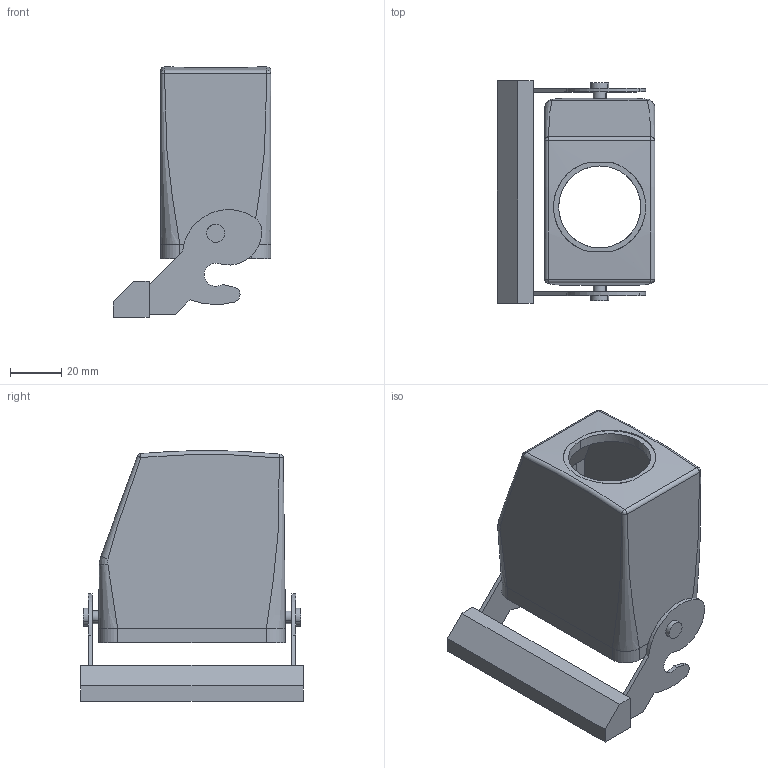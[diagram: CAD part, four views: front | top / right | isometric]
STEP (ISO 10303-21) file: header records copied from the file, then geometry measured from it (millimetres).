
FILE_DESCRIPTION(('CATIA V5 STEP Exchange','CAx-IF Rec.Pracs.--- Model Styling and Organization---1.4--- 2014-01-23'),'2;1');
FILE_NAME ('13181771_4', '2019-10-26T08:57:48+00:00', ('none'), ('Weidmueller'), 'CATIA Version 5-6 Release 2016 SP3 HF44', 'CATIA V5 STEP AP214', 'none');
FILE_SCHEMA(('AUTOMOTIVE_DESIGN { 1 0 10303 214 1 1 1 1 }'));
Length unit declared in the file: millimetre
Products named in the file (1): 1787450000
Bounding box: 61.5 x 87 x 97.8 mm (x, y, z)
Volume: 83329.3 mm3; surface area: 44589.1 mm2
Topology: 2 solids, 2 shells, 142 faces, 342 edges, 214 vertices
Faces by surface type: plane 73, cylinder 55, bspline 12, torus 2
Entity records: 5581 total; most frequent: CARTESIAN_POINT 2520, ORIENTED_EDGE 684, DIRECTION 469, EDGE_CURVE 342, VERTEX_POINT 214, VECTOR 192, LINE 192, AXIS2_PLACEMENT_3D 187
